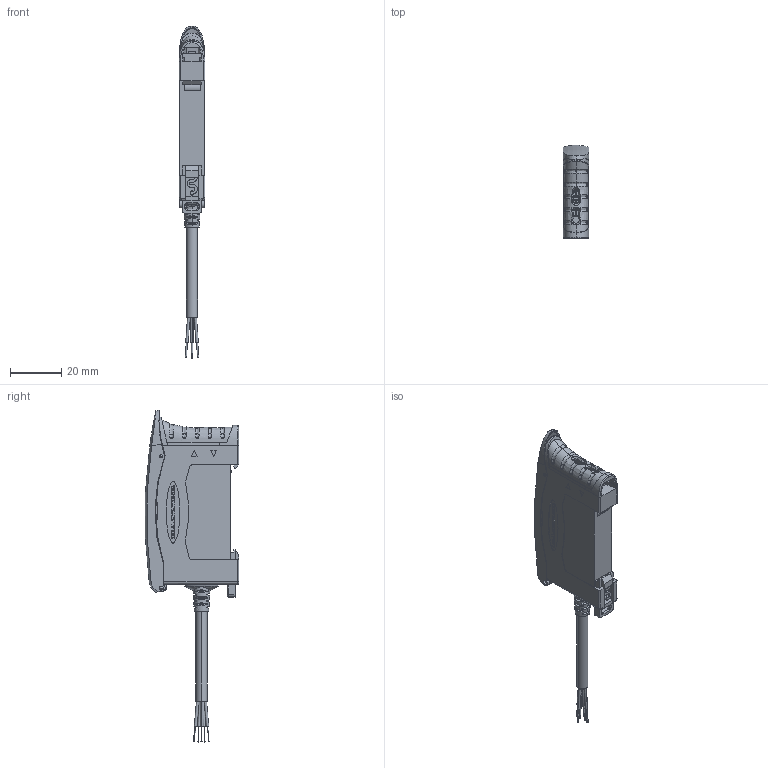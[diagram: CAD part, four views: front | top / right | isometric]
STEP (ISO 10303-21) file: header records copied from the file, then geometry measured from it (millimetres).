
FILE_DESCRIPTION((''),'2;1');
FILE_NAME('156684_SW','2011-02-09T',('banengservice'),('BANNER ENGINEERING'),'PRO/ENGINEER BY PARAMETRIC TECHNOLOGY CORPORATION, 2009141','PRO/ENGINEER BY PARAMETRIC TECHNOLOGY CORPORATION, 2009141','');
FILE_SCHEMA(('CONFIG_CONTROL_DESIGN'));
Products named in the file (1): 156684_SW
Bounding box: 10.1 x 36.42 x 129.64 mm (x, y, z)
Volume: 8502.3 mm3; surface area: 15479.3 mm2
Topology: 1 solids, 1 shells, 1593 faces, 4410 edges, 2851 vertices
Faces by surface type: plane 733, extrusion 389, cylinder 288, bspline 127, torus 34, cone 14, sphere 8
Entity records: 65832 total; most frequent: CARTESIAN_POINT 27640, ORIENTED_EDGE 8776, DIRECTION 6282, EDGE_CURVE 4388, VERTEX_POINT 2851, VECTOR 2754, LINE 2365, AXIS2_PLACEMENT_3D 1764
